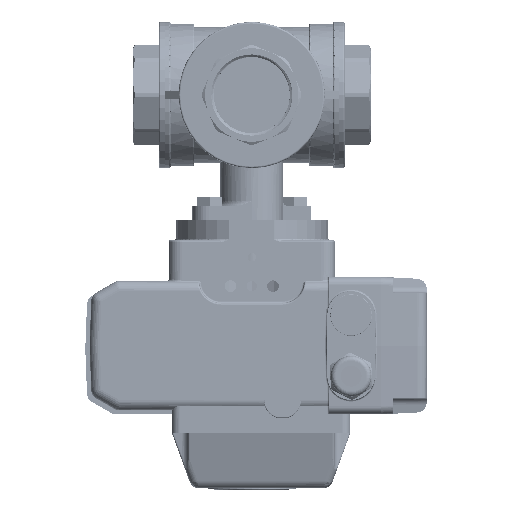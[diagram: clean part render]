
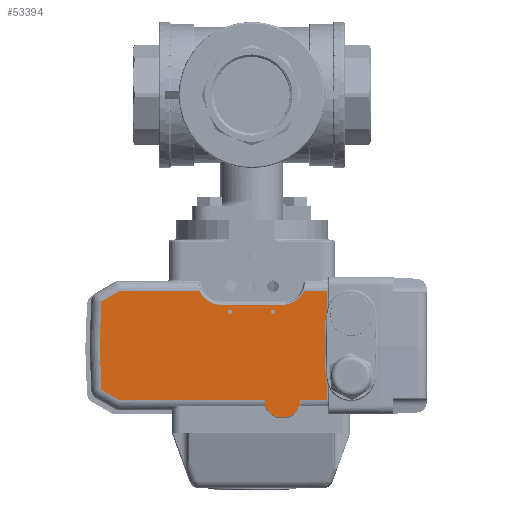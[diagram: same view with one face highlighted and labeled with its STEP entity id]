
A CAD part, front view. The second image highlights one B-rep face of the part: STEP entity #53394.
In plain terms, the highlighted face is planar.
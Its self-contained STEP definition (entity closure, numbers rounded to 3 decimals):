
#1500=PLANE('',#57854);
#4168=LINE('',#100395,#8686);
#4174=LINE('',#100444,#8692);
#4176=LINE('',#100459,#8694);
#4178=LINE('',#100465,#8696);
#4180=LINE('',#100481,#8698);
#4219=LINE('',#101134,#8737);
#4226=LINE('',#101329,#8744);
#4229=LINE('',#101340,#8747);
#4231=LINE('',#101348,#8749);
#4234=LINE('',#101363,#8752);
#4236=LINE('',#101373,#8754);
#4238=LINE('',#101380,#8756);
#4721=LINE('',#103401,#9239);
#4722=LINE('',#103402,#9240);
#8686=VECTOR('',#65176,1000.);
#8692=VECTOR('',#65218,1000.);
#8694=VECTOR('',#65230,1000.);
#8696=VECTOR('',#65236,1000.);
#8698=VECTOR('',#65248,1000.);
#8737=VECTOR('',#65447,1000.);
#8744=VECTOR('',#65502,1000.);
#8747=VECTOR('',#65515,1000.);
#8749=VECTOR('',#65525,1000.);
#8752=VECTOR('',#65532,1000.);
#8754=VECTOR('',#65544,1000.);
#8756=VECTOR('',#65554,1000.);
#9239=VECTOR('',#67565,1000.);
#9240=VECTOR('',#67566,1000.);
#20108=ORIENTED_EDGE('',*,*,#32385,.F.);
#20109=ORIENTED_EDGE('',*,*,#32386,.F.);
#20110=ORIENTED_EDGE('',*,*,#31448,.T.);
#20111=ORIENTED_EDGE('',*,*,#31277,.T.);
#20112=ORIENTED_EDGE('',*,*,#31274,.T.);
#20113=ORIENTED_EDGE('',*,*,#31276,.T.);
#20114=ORIENTED_EDGE('',*,*,#32387,.T.);
#20115=ORIENTED_EDGE('',*,*,#31293,.T.);
#20116=ORIENTED_EDGE('',*,*,#31296,.T.);
#20117=ORIENTED_EDGE('',*,*,#31299,.T.);
#20118=ORIENTED_EDGE('',*,*,#31302,.T.);
#20119=ORIENTED_EDGE('',*,*,#31305,.T.);
#20120=ORIENTED_EDGE('',*,*,#31308,.T.);
#20121=ORIENTED_EDGE('',*,*,#32388,.T.);
#20122=ORIENTED_EDGE('',*,*,#31417,.T.);
#20123=ORIENTED_EDGE('',*,*,#31411,.T.);
#20124=ORIENTED_EDGE('',*,*,#31405,.T.);
#20125=ORIENTED_EDGE('',*,*,#31453,.T.);
#20126=ORIENTED_EDGE('',*,*,#31458,.T.);
#20127=ORIENTED_EDGE('',*,*,#31462,.T.);
#20128=ORIENTED_EDGE('',*,*,#31438,.T.);
#20129=ORIENTED_EDGE('',*,*,#31444,.T.);
#31274=EDGE_CURVE('',#38398,#38401,#4168,.T.);
#31276=EDGE_CURVE('',#38401,#38392,#42431,.T.);
#31277=EDGE_CURVE('',#38397,#38398,#42432,.T.);
#31293=EDGE_CURVE('',#38405,#38412,#4174,.T.);
#31296=EDGE_CURVE('',#38412,#38414,#42441,.T.);
#31299=EDGE_CURVE('',#38414,#38416,#4176,.T.);
#31302=EDGE_CURVE('',#38416,#38418,#4178,.T.);
#31305=EDGE_CURVE('',#38418,#38420,#42444,.T.);
#31308=EDGE_CURVE('',#38420,#38422,#4180,.T.);
#31405=EDGE_CURVE('',#38489,#38485,#42495,.T.);
#31411=EDGE_CURVE('',#38493,#38489,#4219,.T.);
#31417=EDGE_CURVE('',#38497,#38493,#42503,.T.);
#31438=EDGE_CURVE('',#38507,#38509,#4226,.T.);
#31444=EDGE_CURVE('',#38509,#38512,#4229,.T.);
#31448=EDGE_CURVE('',#38512,#38397,#4231,.T.);
#31453=EDGE_CURVE('',#38485,#38517,#4234,.T.);
#31458=EDGE_CURVE('',#38517,#38520,#4236,.T.);
#31462=EDGE_CURVE('',#38520,#38507,#4238,.T.);
#32385=EDGE_CURVE('',#39085,#39085,#42894,.T.);
#32386=EDGE_CURVE('',#39086,#39086,#42895,.T.);
#32387=EDGE_CURVE('',#38392,#38405,#4721,.T.);
#32388=EDGE_CURVE('',#38422,#38497,#4722,.T.);
#38392=VERTEX_POINT('',#100289);
#38397=VERTEX_POINT('',#100369);
#38398=VERTEX_POINT('',#100386);
#38401=VERTEX_POINT('',#100394);
#38405=VERTEX_POINT('',#100415);
#38412=VERTEX_POINT('',#100443);
#38414=VERTEX_POINT('',#100449);
#38416=VERTEX_POINT('',#100458);
#38418=VERTEX_POINT('',#100464);
#38420=VERTEX_POINT('',#100474);
#38422=VERTEX_POINT('',#100480);
#38485=VERTEX_POINT('',#101091);
#38489=VERTEX_POINT('',#101119);
#38493=VERTEX_POINT('',#101131);
#38497=VERTEX_POINT('',#101143);
#38507=VERTEX_POINT('',#101323);
#38509=VERTEX_POINT('',#101328);
#38512=VERTEX_POINT('',#101339);
#38517=VERTEX_POINT('',#101362);
#38520=VERTEX_POINT('',#101372);
#39085=VERTEX_POINT('',#103398);
#39086=VERTEX_POINT('',#103400);
#42431=CIRCLE('',#56941,10.5);
#42432=CIRCLE('',#56943,10.5);
#42441=CIRCLE('',#56959,15.);
#42444=CIRCLE('',#56965,15.);
#42495=CIRCLE('',#57044,14.);
#42503=CIRCLE('',#57056,14.);
#42894=CIRCLE('',#57855,1.25);
#42895=CIRCLE('',#57856,1.25);
#45565=EDGE_LOOP('',(#20108));
#45566=EDGE_LOOP('',(#20109));
#45567=EDGE_LOOP('',(#20110,#20111,#20112,#20113,#20114,#20115,#20116,#20117,
#20118,#20119,#20120,#20121,#20122,#20123,#20124,#20125,#20126,#20127,#20128,
#20129));
#49093=FACE_BOUND('',#45565,.T.);
#49094=FACE_BOUND('',#45566,.T.);
#49095=FACE_BOUND('',#45567,.T.);
#53394=ADVANCED_FACE('',(#49093,#49094,#49095),#1500,.T.);
#56941=AXIS2_PLACEMENT_3D('',#100398,#65181,#65182);
#56943=AXIS2_PLACEMENT_3D('',#100400,#65185,#65186);
#56959=AXIS2_PLACEMENT_3D('',#100450,#65224,#65225);
#56965=AXIS2_PLACEMENT_3D('',#100475,#65240,#65241);
#57044=AXIS2_PLACEMENT_3D('',#101122,#65434,#65435);
#57056=AXIS2_PLACEMENT_3D('',#101146,#65462,#65463);
#57854=AXIS2_PLACEMENT_3D('',#103396,#67559,#67560);
#57855=AXIS2_PLACEMENT_3D('',#103397,#67561,#67562);
#57856=AXIS2_PLACEMENT_3D('',#103399,#67563,#67564);
#65176=DIRECTION('',(1.,0.,0.));
#65181=DIRECTION('',(0.,1.,0.));
#65182=DIRECTION('',(0.,0.,1.));
#65185=DIRECTION('',(0.,1.,0.));
#65186=DIRECTION('',(0.,0.,1.));
#65218=DIRECTION('',(0.,0.,-1.));
#65224=DIRECTION('',(0.,-1.,0.));
#65225=DIRECTION('',(0.,0.,1.));
#65230=DIRECTION('',(-0.026,0.,-1.));
#65236=DIRECTION('',(0.026,0.,-1.));
#65240=DIRECTION('',(0.,-1.,0.));
#65241=DIRECTION('',(0.,0.,1.));
#65248=DIRECTION('',(0.,0.,-1.));
#65434=DIRECTION('',(0.,-1.,0.));
#65435=DIRECTION('',(0.,0.,1.));
#65447=DIRECTION('',(-1.,0.,0.));
#65462=DIRECTION('',(0.,-1.,0.));
#65463=DIRECTION('',(0.,0.,1.));
#65502=DIRECTION('',(0.038,0.,0.999));
#65515=DIRECTION('',(0.866,0.,0.5));
#65525=DIRECTION('',(1.,0.,0.));
#65532=DIRECTION('',(-1.,0.,0.));
#65544=DIRECTION('',(-0.866,0.,0.5));
#65554=DIRECTION('',(-0.038,0.,0.999));
#67559=DIRECTION('',(0.,1.,0.));
#67560=DIRECTION('',(0.,0.,1.));
#67561=DIRECTION('',(0.,1.,0.));
#67562=DIRECTION('',(0.,0.,1.));
#67563=DIRECTION('',(0.,1.,0.));
#67564=DIRECTION('',(0.,0.,1.));
#67565=DIRECTION('',(1.,0.,0.));
#67566=DIRECTION('',(-1.,0.,0.));
#100289=CARTESIAN_POINT('',(138.431,0.,58.447));
#100369=CARTESIAN_POINT('',(117.431,0.,58.447));
#100386=CARTESIAN_POINT('',(124.73,0.,68.447));
#100394=CARTESIAN_POINT('',(131.133,0.,68.447));
#100395=CARTESIAN_POINT('',(156.039,0.,68.447));
#100398=CARTESIAN_POINT('',(127.931,0.,58.447));
#100400=CARTESIAN_POINT('',(127.931,0.,58.447));
#100415=CARTESIAN_POINT('',(154.431,0.,58.447));
#100443=CARTESIAN_POINT('',(154.431,0.,49.832));
#100444=CARTESIAN_POINT('',(154.431,0.,-5.553));
#100449=CARTESIAN_POINT('',(153.436,0.,44.84));
#100450=CARTESIAN_POINT('',(168.431,0.,44.447));
#100458=CARTESIAN_POINT('',(152.955,0.,26.447));
#100459=CARTESIAN_POINT('',(152.12,0.,-5.45));
#100464=CARTESIAN_POINT('',(153.436,0.,8.054));
#100465=CARTESIAN_POINT('',(153.794,0.,-5.612));
#100474=CARTESIAN_POINT('',(154.431,0.,3.062));
#100475=CARTESIAN_POINT('',(168.431,0.,8.447));
#100480=CARTESIAN_POINT('',(154.431,0.,-5.553));
#100481=CARTESIAN_POINT('',(154.431,0.,-5.553));
#101091=CARTESIAN_POINT('',(79.282,0.,-5.553));
#101119=CARTESIAN_POINT('',(91.931,0.,2.447));
#101122=CARTESIAN_POINT('',(91.931,0.,-11.553));
#101131=CARTESIAN_POINT('',(127.931,0.,2.447));
#101134=CARTESIAN_POINT('',(91.931,0.,2.447));
#101143=CARTESIAN_POINT('',(140.58,0.,-5.553));
#101146=CARTESIAN_POINT('',(127.931,0.,-11.553));
#101323=CARTESIAN_POINT('',(20.436,0.,26.447));
#101328=CARTESIAN_POINT('',(21.431,0.,52.447));
#101329=CARTESIAN_POINT('',(19.411,0.,-0.321));
#101339=CARTESIAN_POINT('',(31.824,0.,58.447));
#101340=CARTESIAN_POINT('',(97.272,0.,96.234));
#101348=CARTESIAN_POINT('',(156.039,0.,58.447));
#101362=CARTESIAN_POINT('',(31.824,0.,-5.553));
#101363=CARTESIAN_POINT('',(156.039,0.,-5.553));
#101372=CARTESIAN_POINT('',(21.431,0.,0.447));
#101373=CARTESIAN_POINT('',(124.985,0.,-59.34));
#101380=CARTESIAN_POINT('',(21.858,0.,-10.691));
#103396=CARTESIAN_POINT('',(156.039,0.,-5.553));
#103397=CARTESIAN_POINT('',(97.165,0.,6.447));
#103398=CARTESIAN_POINT('',(97.165,0.,7.697));
#103399=CARTESIAN_POINT('',(122.431,0.,6.447));
#103400=CARTESIAN_POINT('',(122.431,0.,7.697));
#103401=CARTESIAN_POINT('',(156.039,0.,58.447));
#103402=CARTESIAN_POINT('',(156.039,0.,-5.553));
